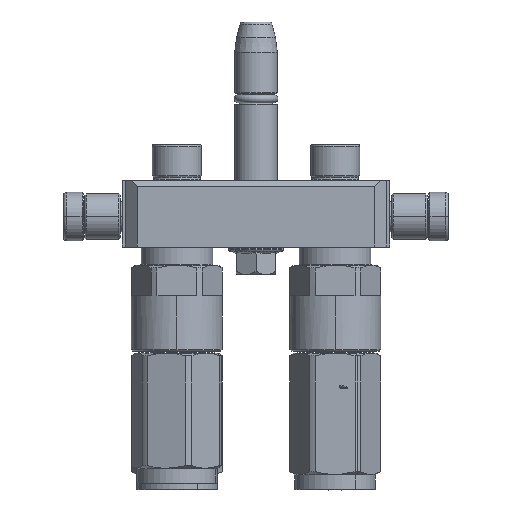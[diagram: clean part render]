
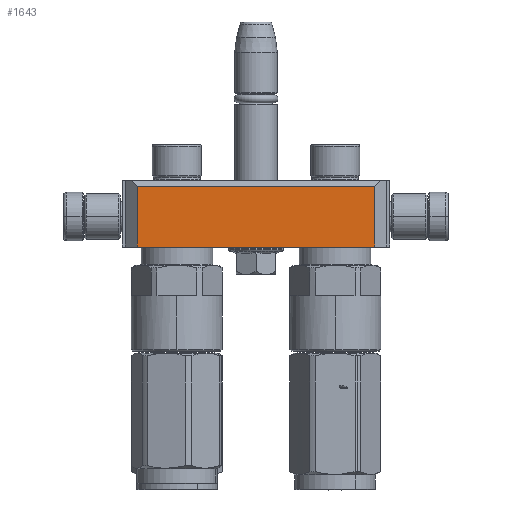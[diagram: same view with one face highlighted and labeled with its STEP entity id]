
A CAD part, left-side view. The second image highlights one B-rep face of the part: STEP entity #1643.
In plain terms, the highlighted planar face has unit normal (-1, 0, 0).
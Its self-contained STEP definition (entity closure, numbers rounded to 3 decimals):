
#1643 = ADVANCED_FACE ( 'NONE', ( #26773 ), #62050, .T. ) ;
#1998 = CARTESIAN_POINT ( 'NONE',  ( -40., 39., 22. ) ) ;
#2953 = LINE ( 'NONE', #38680, #35175 ) ;
#4566 = DIRECTION ( 'NONE',  ( 0., 0., -1. ) ) ;
#5031 = AXIS2_PLACEMENT_3D ( 'NONE', #38203, #47622, #9772 ) ;
#7046 = VECTOR ( 'NONE', #50808, 1000. ) ;
#9772 = DIRECTION ( 'NONE',  ( 0., -1., 0. ) ) ;
#10045 = DIRECTION ( 'NONE',  ( 0., -1., 0. ) ) ;
#14751 = LINE ( 'NONE', #24367, #45396 ) ;
#17024 = CARTESIAN_POINT ( 'NONE',  ( -40., 39., 22. ) ) ;
#17552 = LINE ( 'NONE', #17024, #7046 ) ;
#19489 = CARTESIAN_POINT ( 'NONE',  ( -40., -39., 22. ) ) ;
#22761 = VERTEX_POINT ( 'NONE', #19489 ) ;
#24367 = CARTESIAN_POINT ( 'NONE',  ( -40., -39., 2. ) ) ;
#25640 = VECTOR ( 'NONE', #4566, 1000. ) ;
#26773 = FACE_OUTER_BOUND ( 'NONE', #58304, .T. ) ;
#30136 = LINE ( 'NONE', #47257, #25640 ) ;
#32075 = ORIENTED_EDGE ( 'NONE', *, *, #45663, .F. ) ;
#35175 = VECTOR ( 'NONE', #10045, 1000. ) ;
#35604 = VERTEX_POINT ( 'NONE', #61122 ) ;
#38028 = EDGE_CURVE ( 'NONE', #59681, #44274, #17552, .T. ) ;
#38203 = CARTESIAN_POINT ( 'NONE',  ( -40., 44., 0. ) ) ;
#38680 = CARTESIAN_POINT ( 'NONE',  ( -40., 39., 22. ) ) ;
#39024 = EDGE_CURVE ( 'NONE', #22761, #35604, #30136, .T. ) ;
#40889 = ORIENTED_EDGE ( 'NONE', *, *, #40927, .F. ) ;
#40927 = EDGE_CURVE ( 'NONE', #59681, #22761, #2953, .T. ) ;
#44274 = VERTEX_POINT ( 'NONE', #45985 ) ;
#45396 = VECTOR ( 'NONE', #57130, 1000. ) ;
#45663 = EDGE_CURVE ( 'NONE', #35604, #44274, #14751, .T. ) ;
#45985 = CARTESIAN_POINT ( 'NONE',  ( -40., 39., 2. ) ) ;
#47257 = CARTESIAN_POINT ( 'NONE',  ( -40., -39., 22. ) ) ;
#47622 = DIRECTION ( 'NONE',  ( -1., 0., 0. ) ) ;
#50808 = DIRECTION ( 'NONE',  ( 0., 0., -1. ) ) ;
#57130 = DIRECTION ( 'NONE',  ( 0., 1., 0. ) ) ;
#57816 = ORIENTED_EDGE ( 'NONE', *, *, #38028, .T. ) ;
#58092 = ORIENTED_EDGE ( 'NONE', *, *, #39024, .F. ) ;
#58304 = EDGE_LOOP ( 'NONE', ( #40889, #57816, #32075, #58092 ) ) ;
#59681 = VERTEX_POINT ( 'NONE', #1998 ) ;
#61122 = CARTESIAN_POINT ( 'NONE',  ( -40., -39., 2. ) ) ;
#62050 = PLANE ( 'NONE',  #5031 ) ;
